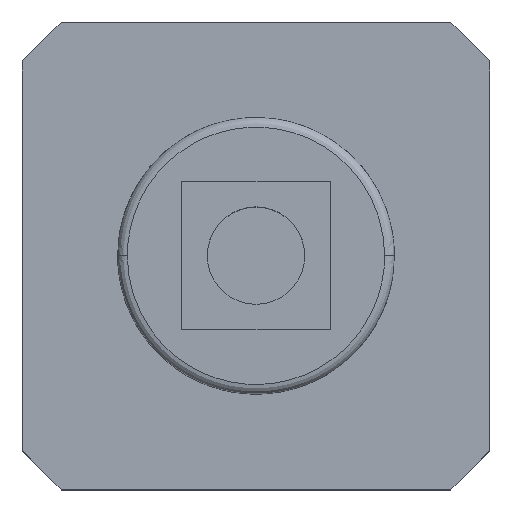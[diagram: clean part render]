
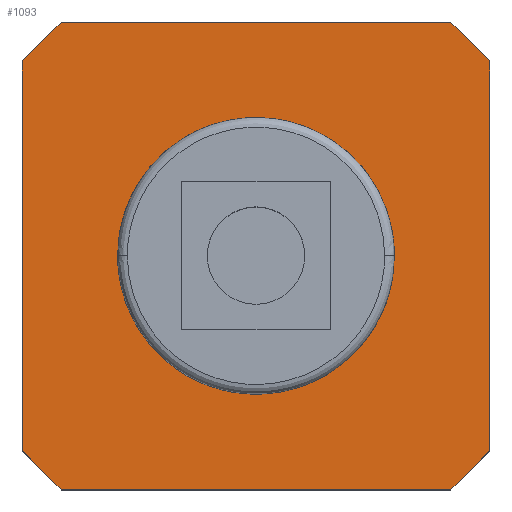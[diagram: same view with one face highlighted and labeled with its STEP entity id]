
A CAD part, top view. The second image highlights one B-rep face of the part: STEP entity #1093.
In plain terms, the highlighted planar face has unit normal (0, 0, 1).
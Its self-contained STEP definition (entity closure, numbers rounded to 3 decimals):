
#6 = ORIENTED_EDGE ( 'NONE', *, *, #560, .F. ) ;
#17 = VERTEX_POINT ( 'NONE', #471 ) ;
#49 = CARTESIAN_POINT ( 'NONE',  ( 0., 0., 3.5 ) ) ;
#50 = CARTESIAN_POINT ( 'NONE',  ( 11., 12., 3.5 ) ) ;
#62 = EDGE_CURVE ( 'NONE', #1028, #342, #1005, .T. ) ;
#75 = EDGE_LOOP ( 'NONE', ( #769, #966 ) ) ;
#78 = DIRECTION ( 'NONE',  ( 1., 0., 0. ) ) ;
#82 = AXIS2_PLACEMENT_3D ( 'NONE', #1190, #776, #979 ) ;
#85 = CARTESIAN_POINT ( 'NONE',  ( 12., 11., 3.5 ) ) ;
#90 = ORIENTED_EDGE ( 'NONE', *, *, #702, .F. ) ;
#116 = EDGE_CURVE ( 'NONE', #1028, #748, #1346, .T. ) ;
#130 = VECTOR ( 'NONE', #1337, 1000. ) ;
#143 = DIRECTION ( 'NONE',  ( -1., 0., 0. ) ) ;
#146 = AXIS2_PLACEMENT_3D ( 'NONE', #1245, #519, #957 ) ;
#165 = VERTEX_POINT ( 'NONE', #50 ) ;
#197 = DIRECTION ( 'NONE',  ( 0., 0., 1. ) ) ;
#225 = EDGE_LOOP ( 'NONE', ( #1076, #889, #6, #762, #90, #529, #873, #248 ) ) ;
#248 = ORIENTED_EDGE ( 'NONE', *, *, #62, .T. ) ;
#259 = LINE ( 'NONE', #49, #438 ) ;
#287 = CARTESIAN_POINT ( 'NONE',  ( 12., 11., 3.5 ) ) ;
#342 = VERTEX_POINT ( 'NONE', #440 ) ;
#348 = DIRECTION ( 'NONE',  ( -0.707, -0.707, 0. ) ) ;
#370 = CARTESIAN_POINT ( 'NONE',  ( 0., 12., 3.5 ) ) ;
#421 = VECTOR ( 'NONE', #422, 1000. ) ;
#422 = DIRECTION ( 'NONE',  ( 0.707, 0.707, 0. ) ) ;
#437 = CARTESIAN_POINT ( 'NONE',  ( 11., 0., 3.5 ) ) ;
#438 = VECTOR ( 'NONE', #143, 1000. ) ;
#440 = CARTESIAN_POINT ( 'NONE',  ( 1., 0., 3.5 ) ) ;
#442 = LINE ( 'NONE', #649, #488 ) ;
#452 = LINE ( 'NONE', #1184, #1079 ) ;
#471 = CARTESIAN_POINT ( 'NONE',  ( 9.55, 6., 3.5 ) ) ;
#488 = VECTOR ( 'NONE', #1063, 1000. ) ;
#519 = DIRECTION ( 'NONE',  ( 0., 0., -1. ) ) ;
#529 = ORIENTED_EDGE ( 'NONE', *, *, #1335, .T. ) ;
#537 = CARTESIAN_POINT ( 'NONE',  ( 11., 0., 3.5 ) ) ;
#540 = FACE_OUTER_BOUND ( 'NONE', #225, .T. ) ;
#560 = EDGE_CURVE ( 'NONE', #1001, #1192, #442, .T. ) ;
#567 = CARTESIAN_POINT ( 'NONE',  ( 1., 12., 3.5 ) ) ;
#619 = EDGE_CURVE ( 'NONE', #1210, #1192, #1257, .T. ) ;
#625 = VERTEX_POINT ( 'NONE', #1040 ) ;
#649 = CARTESIAN_POINT ( 'NONE',  ( 12., 0., 3.5 ) ) ;
#693 = DIRECTION ( 'NONE',  ( 1., 0., 0. ) ) ;
#702 = EDGE_CURVE ( 'NONE', #803, #165, #1343, .T. ) ;
#721 = LINE ( 'NONE', #85, #1326 ) ;
#729 = FACE_BOUND ( 'NONE', #75, .T. ) ;
#731 = AXIS2_PLACEMENT_3D ( 'NONE', #1152, #197, #78 ) ;
#737 = VECTOR ( 'NONE', #900, 1000. ) ;
#748 = VERTEX_POINT ( 'NONE', #1351 ) ;
#762 = ORIENTED_EDGE ( 'NONE', *, *, #1004, .T. ) ;
#769 = ORIENTED_EDGE ( 'NONE', *, *, #1272, .T. ) ;
#772 = CIRCLE ( 'NONE', #82, 3.55 ) ;
#776 = DIRECTION ( 'NONE',  ( 0., 0., -1. ) ) ;
#803 = VERTEX_POINT ( 'NONE', #567 ) ;
#829 = DIRECTION ( 'NONE',  ( -0.707, 0.707, 0. ) ) ;
#837 = EDGE_CURVE ( 'NONE', #1210, #342, #259, .T. ) ;
#860 = CIRCLE ( 'NONE', #146, 3.55 ) ;
#873 = ORIENTED_EDGE ( 'NONE', *, *, #116, .F. ) ;
#889 = ORIENTED_EDGE ( 'NONE', *, *, #619, .T. ) ;
#900 = DIRECTION ( 'NONE',  ( 0.707, -0.707, 0. ) ) ;
#918 = CARTESIAN_POINT ( 'NONE',  ( 0.5, 0.5, 3.5 ) ) ;
#957 = DIRECTION ( 'NONE',  ( 1., 0., 0. ) ) ;
#966 = ORIENTED_EDGE ( 'NONE', *, *, #1065, .T. ) ;
#979 = DIRECTION ( 'NONE',  ( 1., 0., 0. ) ) ;
#985 = CARTESIAN_POINT ( 'NONE',  ( 12., 1., 3.5 ) ) ;
#1001 = VERTEX_POINT ( 'NONE', #287 ) ;
#1004 = EDGE_CURVE ( 'NONE', #1001, #165, #721, .T. ) ;
#1005 = LINE ( 'NONE', #918, #737 ) ;
#1028 = VERTEX_POINT ( 'NONE', #1165 ) ;
#1040 = CARTESIAN_POINT ( 'NONE',  ( 2.45, 6., 3.5 ) ) ;
#1058 = PLANE ( 'NONE',  #731 ) ;
#1063 = DIRECTION ( 'NONE',  ( 0., -1., 0. ) ) ;
#1065 = EDGE_CURVE ( 'NONE', #625, #17, #860, .T. ) ;
#1076 = ORIENTED_EDGE ( 'NONE', *, *, #837, .F. ) ;
#1079 = VECTOR ( 'NONE', #348, 1000. ) ;
#1093 = ADVANCED_FACE ( 'NONE', ( #729, #540 ), #1058, .T. ) ;
#1121 = CARTESIAN_POINT ( 'NONE',  ( 12., 12., 3.5 ) ) ;
#1152 = CARTESIAN_POINT ( 'NONE',  ( -1.2, -1.2, 3.5 ) ) ;
#1153 = VECTOR ( 'NONE', #693, 1000. ) ;
#1165 = CARTESIAN_POINT ( 'NONE',  ( 0., 1., 3.5 ) ) ;
#1184 = CARTESIAN_POINT ( 'NONE',  ( 1., 12., 3.5 ) ) ;
#1190 = CARTESIAN_POINT ( 'NONE',  ( 6., 6., 3.5 ) ) ;
#1192 = VERTEX_POINT ( 'NONE', #985 ) ;
#1210 = VERTEX_POINT ( 'NONE', #437 ) ;
#1245 = CARTESIAN_POINT ( 'NONE',  ( 6., 6., 3.5 ) ) ;
#1257 = LINE ( 'NONE', #537, #421 ) ;
#1272 = EDGE_CURVE ( 'NONE', #17, #625, #772, .T. ) ;
#1326 = VECTOR ( 'NONE', #829, 1000. ) ;
#1335 = EDGE_CURVE ( 'NONE', #803, #748, #452, .T. ) ;
#1337 = DIRECTION ( 'NONE',  ( 0., 1., 0. ) ) ;
#1343 = LINE ( 'NONE', #1121, #1153 ) ;
#1346 = LINE ( 'NONE', #370, #130 ) ;
#1351 = CARTESIAN_POINT ( 'NONE',  ( 0., 11., 3.5 ) ) ;
